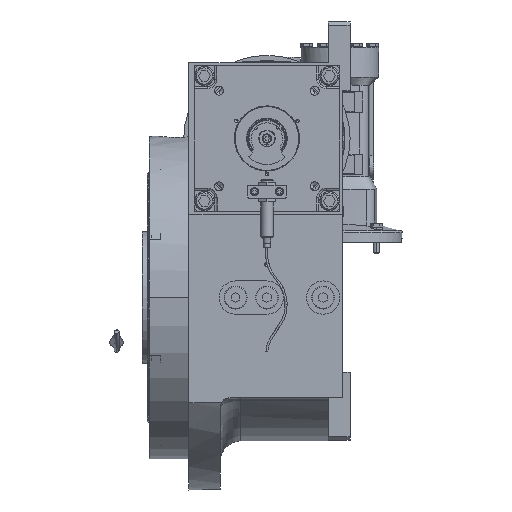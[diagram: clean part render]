
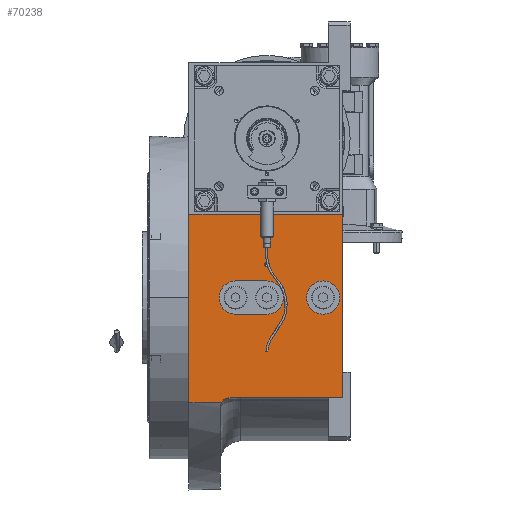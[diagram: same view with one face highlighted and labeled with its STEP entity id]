
A CAD part, left-side view. The second image highlights one B-rep face of the part: STEP entity #70238.
In plain terms, the highlighted planar face has unit normal (-1, 0, 0).
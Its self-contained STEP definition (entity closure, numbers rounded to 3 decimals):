
#374 = CARTESIAN_POINT ( 'NONE',  ( -155., -2.1, 60. ) ) ;
#1037 = DIRECTION ( 'NONE',  ( -1., 0., 0. ) ) ;
#1881 = CARTESIAN_POINT ( 'NONE',  ( -155., -73., 80. ) ) ;
#2083 = ORIENTED_EDGE ( 'NONE', *, *, #28632, .F. ) ;
#3248 = VERTEX_POINT ( 'NONE', #90540 ) ;
#11402 = EDGE_LOOP ( 'NONE', ( #67504, #25590, #2083, #106269, #64338, #61151 ) ) ;
#13254 = ORIENTED_EDGE ( 'NONE', *, *, #99171, .F. ) ;
#14120 = EDGE_LOOP ( 'NONE', ( #39033, #40443, #69248, #20745 ) ) ;
#16128 = CARTESIAN_POINT ( 'NONE',  ( -155., 43.657, -100.995 ) ) ;
#16179 = DIRECTION ( 'NONE',  ( 1., 0., 0. ) ) ;
#18171 = VERTEX_POINT ( 'NONE', #34191 ) ;
#19276 = PLANE ( 'NONE',  #92014 ) ;
#19793 = EDGE_CURVE ( 'NONE', #42274, #18171, #117000, .T. ) ;
#19927 = DIRECTION ( 'NONE',  ( -1., 0., 0. ) ) ;
#20745 = ORIENTED_EDGE ( 'NONE', *, *, #58121, .F. ) ;
#20915 = VECTOR ( 'NONE', #23928, 1000. ) ;
#21610 = CARTESIAN_POINT ( 'NONE',  ( -155., 2.1, 60. ) ) ;
#23928 = DIRECTION ( 'NONE',  ( 0., 0., 1. ) ) ;
#25590 = ORIENTED_EDGE ( 'NONE', *, *, #101606, .T. ) ;
#25806 = DIRECTION ( 'NONE',  ( 0., -1., 0. ) ) ;
#28298 = DIRECTION ( 'NONE',  ( 0., -1., 0. ) ) ;
#28504 = ORIENTED_EDGE ( 'NONE', *, *, #57495, .T. ) ;
#28632 = EDGE_CURVE ( 'NONE', #101033, #53116, #102888, .T. ) ;
#29596 = EDGE_CURVE ( 'NONE', #76172, #49700, #83009, .T. ) ;
#29627 = CARTESIAN_POINT ( 'NONE',  ( -155., -73., -100.995 ) ) ;
#29642 = VERTEX_POINT ( 'NONE', #74588 ) ;
#29777 = CARTESIAN_POINT ( 'NONE',  ( -155., -73., -96. ) ) ;
#30790 = DIRECTION ( 'NONE',  ( 0., 1., 0. ) ) ;
#30841 = CARTESIAN_POINT ( 'NONE',  ( -155., 0., 16. ) ) ;
#31839 = VERTEX_POINT ( 'NONE', #76346 ) ;
#32882 = VERTEX_POINT ( 'NONE', #109069 ) ;
#34191 = CARTESIAN_POINT ( 'NONE',  ( -155., 0., -16. ) ) ;
#35473 = VERTEX_POINT ( 'NONE', #374 ) ;
#35757 = CARTESIAN_POINT ( 'NONE',  ( -155., 75., -100.995 ) ) ;
#35828 = CIRCLE ( 'NONE', #75123, 16. ) ;
#37461 = ORIENTED_EDGE ( 'NONE', *, *, #91140, .F. ) ;
#37956 = EDGE_CURVE ( 'NONE', #116348, #35473, #123413, .T. ) ;
#39033 = ORIENTED_EDGE ( 'NONE', *, *, #76755, .F. ) ;
#40012 = DIRECTION ( 'NONE',  ( 0., 0., 1. ) ) ;
#40443 = ORIENTED_EDGE ( 'NONE', *, *, #126040, .F. ) ;
#41387 = DIRECTION ( 'NONE',  ( 0., 1., 0. ) ) ;
#41406 = CARTESIAN_POINT ( 'NONE',  ( -155., 75., 80. ) ) ;
#41414 = CIRCLE ( 'NONE', #124106, 10. ) ;
#42274 = VERTEX_POINT ( 'NONE', #43820 ) ;
#43797 = CIRCLE ( 'NONE', #101608, 16. ) ;
#43820 = CARTESIAN_POINT ( 'NONE',  ( -155., 30., -16. ) ) ;
#44898 = CARTESIAN_POINT ( 'NONE',  ( -155., -73., -96. ) ) ;
#45837 = CARTESIAN_POINT ( 'NONE',  ( -155., 30., -16. ) ) ;
#47615 = VERTEX_POINT ( 'NONE', #80462 ) ;
#49700 = VERTEX_POINT ( 'NONE', #80016 ) ;
#49885 = LINE ( 'NONE', #29777, #106416 ) ;
#50342 = FACE_OUTER_BOUND ( 'NONE', #11402, .T. ) ;
#52126 = CARTESIAN_POINT ( 'NONE',  ( -155., 0., 32. ) ) ;
#53055 = DIRECTION ( 'NONE',  ( 0., -1., 0. ) ) ;
#53116 = VERTEX_POINT ( 'NONE', #41406 ) ;
#53694 = DIRECTION ( 'NONE',  ( 0., 1., 0. ) ) ;
#56592 = ORIENTED_EDGE ( 'NONE', *, *, #63321, .T. ) ;
#57495 = EDGE_CURVE ( 'NONE', #35473, #116348, #62589, .T. ) ;
#57883 = VECTOR ( 'NONE', #93608, 1000. ) ;
#58121 = EDGE_CURVE ( 'NONE', #3248, #42274, #35828, .T. ) ;
#59591 = CIRCLE ( 'NONE', #98859, 2.1 ) ;
#61151 = ORIENTED_EDGE ( 'NONE', *, *, #29596, .F. ) ;
#62589 = CIRCLE ( 'NONE', #68795, 2.1 ) ;
#63174 = CARTESIAN_POINT ( 'NONE',  ( -155., -54., 0. ) ) ;
#63321 = EDGE_CURVE ( 'NONE', #31839, #47615, #98478, .T. ) ;
#64338 = ORIENTED_EDGE ( 'NONE', *, *, #85607, .T. ) ;
#67504 = ORIENTED_EDGE ( 'NONE', *, *, #69876, .T. ) ;
#68795 = AXIS2_PLACEMENT_3D ( 'NONE', #126164, #76926, #25806 ) ;
#69040 = CARTESIAN_POINT ( 'NONE',  ( -155., -54., 0. ) ) ;
#69248 = ORIENTED_EDGE ( 'NONE', *, *, #19793, .F. ) ;
#69876 = EDGE_CURVE ( 'NONE', #76172, #121360, #49885, .T. ) ;
#70238 = ADVANCED_FACE ( 'NONE', ( #74380, #113858, #119613, #77550, #50342 ), #19276, .T. ) ;
#73726 = AXIS2_PLACEMENT_3D ( 'NONE', #102877, #122334, #53055 ) ;
#73932 = CARTESIAN_POINT ( 'NONE',  ( -155., 30., 0. ) ) ;
#74281 = EDGE_LOOP ( 'NONE', ( #103764, #56592 ) ) ;
#74380 = FACE_BOUND ( 'NONE', #14120, .T. ) ;
#74588 = CARTESIAN_POINT ( 'NONE',  ( -155., 43.657, -100.995 ) ) ;
#75123 = AXIS2_PLACEMENT_3D ( 'NONE', #73932, #92715, #84292 ) ;
#75498 = DIRECTION ( 'NONE',  ( -1., 0., 0. ) ) ;
#75724 = CARTESIAN_POINT ( 'NONE',  ( -155., 0., 60. ) ) ;
#76172 = VERTEX_POINT ( 'NONE', #44898 ) ;
#76346 = CARTESIAN_POINT ( 'NONE',  ( -155., -2.1, 32. ) ) ;
#76755 = EDGE_CURVE ( 'NONE', #86072, #3248, #104582, .T. ) ;
#76926 = DIRECTION ( 'NONE',  ( 1., 0., 0. ) ) ;
#77295 = VECTOR ( 'NONE', #41387, 1000. ) ;
#77550 = FACE_BOUND ( 'NONE', #85616, .T. ) ;
#77635 = DIRECTION ( 'NONE',  ( 0., 0.866, 0.5 ) ) ;
#77922 = AXIS2_PLACEMENT_3D ( 'NONE', #75724, #16179, #78273 ) ;
#78273 = DIRECTION ( 'NONE',  ( 0., 1., 0. ) ) ;
#80016 = CARTESIAN_POINT ( 'NONE',  ( -155., 35., -96. ) ) ;
#80462 = CARTESIAN_POINT ( 'NONE',  ( -155., 2.1, 32. ) ) ;
#82836 = AXIS2_PLACEMENT_3D ( 'NONE', #104616, #75498, #108460 ) ;
#82976 = CARTESIAN_POINT ( 'NONE',  ( -155., -70., 0. ) ) ;
#83009 = LINE ( 'NONE', #94002, #113777 ) ;
#84020 = EDGE_CURVE ( 'NONE', #47615, #31839, #59591, .T. ) ;
#84292 = DIRECTION ( 'NONE',  ( 0., 0., 1. ) ) ;
#85607 = EDGE_CURVE ( 'NONE', #29642, #49700, #41414, .T. ) ;
#85616 = EDGE_LOOP ( 'NONE', ( #108485, #28504 ) ) ;
#86072 = VERTEX_POINT ( 'NONE', #30841 ) ;
#88025 = DIRECTION ( 'NONE',  ( 1., 0., 0. ) ) ;
#89366 = DIRECTION ( 'NONE',  ( 0., 0., 1. ) ) ;
#90540 = CARTESIAN_POINT ( 'NONE',  ( -155., 30., 16. ) ) ;
#91140 = EDGE_CURVE ( 'NONE', #32882, #126532, #100022, .T. ) ;
#91636 = DIRECTION ( 'NONE',  ( -1., 0., 0. ) ) ;
#91918 = CARTESIAN_POINT ( 'NONE',  ( -155., 75., -100.995 ) ) ;
#92014 = AXIS2_PLACEMENT_3D ( 'NONE', #29627, #19927, #40012 ) ;
#92248 = DIRECTION ( 'NONE',  ( 1., 0., 0. ) ) ;
#92715 = DIRECTION ( 'NONE',  ( -1., 0., 0. ) ) ;
#93608 = DIRECTION ( 'NONE',  ( 0., 1., 0. ) ) ;
#93988 = CARTESIAN_POINT ( 'NONE',  ( -155., -73., 80. ) ) ;
#94002 = CARTESIAN_POINT ( 'NONE',  ( -155., -73., -96. ) ) ;
#95508 = CARTESIAN_POINT ( 'NONE',  ( -155., 0., 16. ) ) ;
#95857 = AXIS2_PLACEMENT_3D ( 'NONE', #69040, #1037, #30790 ) ;
#98478 = CIRCLE ( 'NONE', #73726, 2.1 ) ;
#98859 = AXIS2_PLACEMENT_3D ( 'NONE', #52126, #92248, #112306 ) ;
#99171 = EDGE_CURVE ( 'NONE', #126532, #32882, #43797, .T. ) ;
#100022 = CIRCLE ( 'NONE', #95857, 16. ) ;
#101033 = VERTEX_POINT ( 'NONE', #35757 ) ;
#101606 = EDGE_CURVE ( 'NONE', #121360, #53116, #109349, .T. ) ;
#101608 = AXIS2_PLACEMENT_3D ( 'NONE', #63174, #91636, #101965 ) ;
#101965 = DIRECTION ( 'NONE',  ( 0., -1., 0. ) ) ;
#102877 = CARTESIAN_POINT ( 'NONE',  ( -155., 0., 32. ) ) ;
#102888 = LINE ( 'NONE', #91918, #20915 ) ;
#103764 = ORIENTED_EDGE ( 'NONE', *, *, #84020, .T. ) ;
#104582 = LINE ( 'NONE', #95508, #57883 ) ;
#104616 = CARTESIAN_POINT ( 'NONE',  ( -155., 0., 0. ) ) ;
#105425 = LINE ( 'NONE', #16128, #108516 ) ;
#106269 = ORIENTED_EDGE ( 'NONE', *, *, #113705, .F. ) ;
#106416 = VECTOR ( 'NONE', #89366, 1000. ) ;
#108041 = CARTESIAN_POINT ( 'NONE',  ( -155., 35., -106. ) ) ;
#108460 = DIRECTION ( 'NONE',  ( 0., 0., -1. ) ) ;
#108485 = ORIENTED_EDGE ( 'NONE', *, *, #37956, .T. ) ;
#108516 = VECTOR ( 'NONE', #53694, 1000. ) ;
#109069 = CARTESIAN_POINT ( 'NONE',  ( -155., -38., 0. ) ) ;
#109349 = LINE ( 'NONE', #1881, #77295 ) ;
#111788 = CIRCLE ( 'NONE', #82836, 16. ) ;
#112306 = DIRECTION ( 'NONE',  ( 0., 1., 0. ) ) ;
#112897 = VECTOR ( 'NONE', #28298, 1000. ) ;
#113705 = EDGE_CURVE ( 'NONE', #29642, #101033, #105425, .T. ) ;
#113777 = VECTOR ( 'NONE', #123812, 1000. ) ;
#113858 = FACE_BOUND ( 'NONE', #124163, .T. ) ;
#116348 = VERTEX_POINT ( 'NONE', #21610 ) ;
#117000 = LINE ( 'NONE', #45837, #112897 ) ;
#119613 = FACE_BOUND ( 'NONE', #74281, .T. ) ;
#121360 = VERTEX_POINT ( 'NONE', #93988 ) ;
#122334 = DIRECTION ( 'NONE',  ( 1., 0., 0. ) ) ;
#123413 = CIRCLE ( 'NONE', #77922, 2.1 ) ;
#123812 = DIRECTION ( 'NONE',  ( 0., 1., 0. ) ) ;
#124106 = AXIS2_PLACEMENT_3D ( 'NONE', #108041, #88025, #77635 ) ;
#124163 = EDGE_LOOP ( 'NONE', ( #13254, #37461 ) ) ;
#126040 = EDGE_CURVE ( 'NONE', #18171, #86072, #111788, .T. ) ;
#126164 = CARTESIAN_POINT ( 'NONE',  ( -155., 0., 60. ) ) ;
#126532 = VERTEX_POINT ( 'NONE', #82976 ) ;
